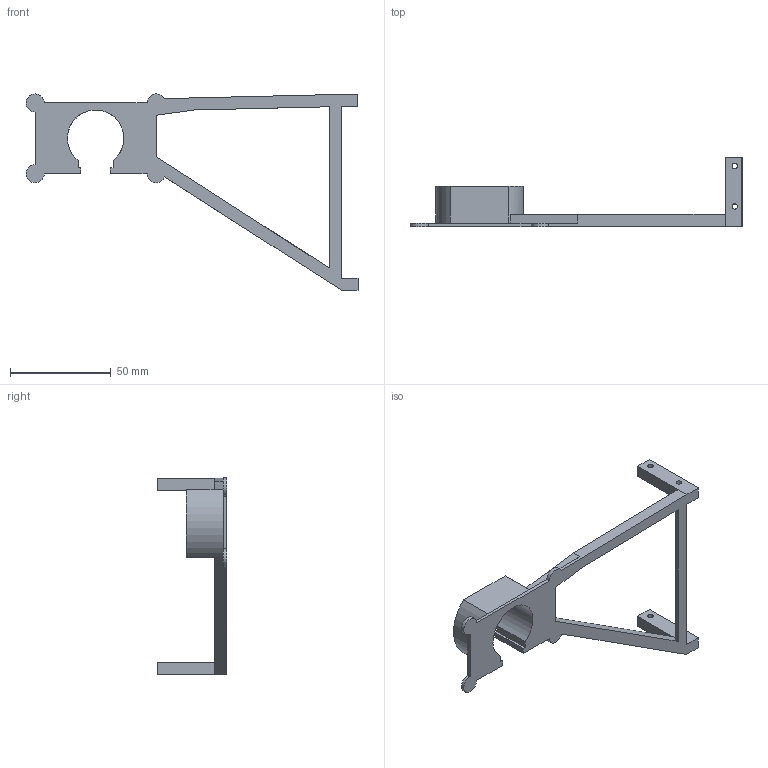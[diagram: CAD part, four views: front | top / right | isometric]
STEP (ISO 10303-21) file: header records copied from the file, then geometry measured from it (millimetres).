
FILE_DESCRIPTION(/* description */ ('Unknown'),/* implementation_level */ '2;1');
FILE_NAME(/* name */ 'BoxConnectedMotor02',/* time_stamp */ '2023-04-25T08:09:35+01:00',/* author */ ('Unknown'),/* organization */ ('Unknown'),/* preprocessor_version */ 'ST-DEVELOPER v18.102',/* originating_system */ 'Solid Edge',/* authorisation */ 'Unknown');
FILE_SCHEMA (('AUTOMOTIVE_DESIGN {1 0 10303 214 3 1 1}'));
Length unit declared in the file: millimetre
Products named in the file (1): BoxConnectedMotor02
Bounding box: 164.5 x 34.42 x 97.25 mm (x, y, z)
Volume: 25804 mm3; surface area: 15890.9 mm2
Topology: 1 solids, 1 shells, 61 faces, 177 edges, 119 vertices
Faces by surface type: plane 46, cylinder 15
Full cylindrical faces by diameter (mm): 2.7 x4, 4.2 x2
Entity records: 1979 total; most frequent: CARTESIAN_POINT 340, ORIENTED_EDGE 330, DIRECTION 327, EDGE_CURVE 165, LINE 127, VECTOR 127, VERTEX_POINT 113, AXIS2_PLACEMENT_3D 100
